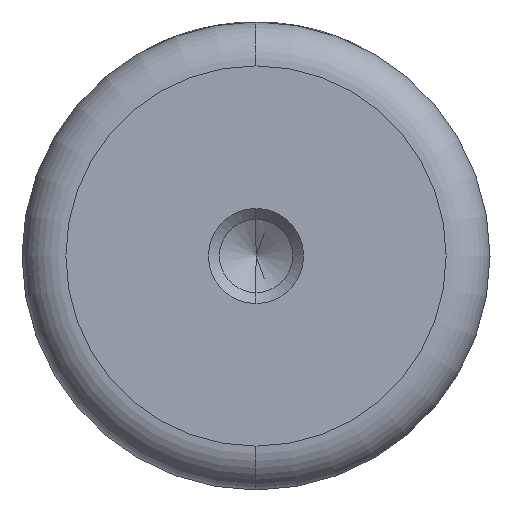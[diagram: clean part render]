
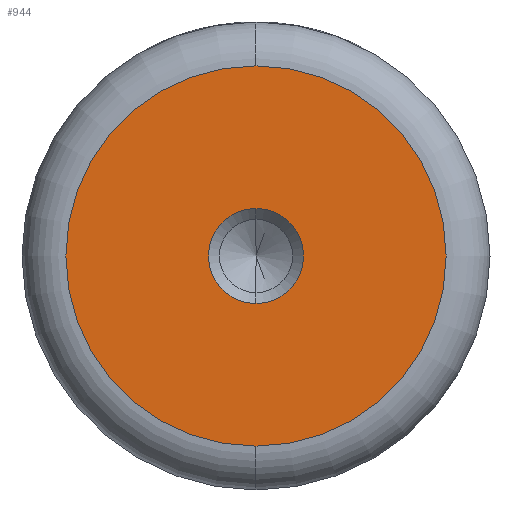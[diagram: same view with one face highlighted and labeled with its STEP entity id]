
A CAD part, left-side view. The second image highlights one B-rep face of the part: STEP entity #944.
In plain terms, the highlighted planar face has unit normal (-1, 0, 0).
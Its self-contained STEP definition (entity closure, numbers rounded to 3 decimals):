
#48 = CARTESIAN_POINT ( 'NONE',  ( 0., 0., 3.25 ) ) ;
#87 = ORIENTED_EDGE ( 'NONE', *, *, #1386, .T. ) ;
#135 = DIRECTION ( 'NONE',  ( -1., 0., 0. ) ) ;
#357 = FACE_OUTER_BOUND ( 'NONE', #480, .T. ) ;
#422 = EDGE_CURVE ( 'NONE', #1253, #431, #1073, .T. ) ;
#431 = VERTEX_POINT ( 'NONE', #513 ) ;
#436 = CARTESIAN_POINT ( 'NONE',  ( 0., 0., 0. ) ) ;
#461 = DIRECTION ( 'NONE',  ( -1., 0., 0. ) ) ;
#469 = AXIS2_PLACEMENT_3D ( 'NONE', #436, #1189, #546 ) ;
#472 = CARTESIAN_POINT ( 'NONE',  ( 0., 0., 0. ) ) ;
#480 = EDGE_LOOP ( 'NONE', ( #87, #840 ) ) ;
#490 = AXIS2_PLACEMENT_3D ( 'NONE', #796, #135, #907 ) ;
#513 = CARTESIAN_POINT ( 'NONE',  ( 0., 0., -3.25 ) ) ;
#541 = CARTESIAN_POINT ( 'NONE',  ( 0., 0., -13. ) ) ;
#546 = DIRECTION ( 'NONE',  ( 0., 0., 1. ) ) ;
#585 = VERTEX_POINT ( 'NONE', #1375 ) ;
#586 = DIRECTION ( 'NONE',  ( 0., 0., 1. ) ) ;
#605 = CIRCLE ( 'NONE', #490, 13. ) ;
#625 = CARTESIAN_POINT ( 'NONE',  ( 0., 0., 0. ) ) ;
#651 = VERTEX_POINT ( 'NONE', #541 ) ;
#658 = PLANE ( 'NONE',  #904 ) ;
#671 = EDGE_CURVE ( 'NONE', #431, #1253, #1343, .T. ) ;
#698 = ORIENTED_EDGE ( 'NONE', *, *, #422, .F. ) ;
#707 = AXIS2_PLACEMENT_3D ( 'NONE', #625, #1371, #724 ) ;
#724 = DIRECTION ( 'NONE',  ( 0., 0., 1. ) ) ;
#780 = CIRCLE ( 'NONE', #1269, 13. ) ;
#796 = CARTESIAN_POINT ( 'NONE',  ( 0., 0., 0. ) ) ;
#840 = ORIENTED_EDGE ( 'NONE', *, *, #1023, .T. ) ;
#853 = FACE_BOUND ( 'NONE', #931, .T. ) ;
#904 = AXIS2_PLACEMENT_3D ( 'NONE', #1102, #461, #1213 ) ;
#907 = DIRECTION ( 'NONE',  ( 0., 0., 1. ) ) ;
#931 = EDGE_LOOP ( 'NONE', ( #698, #1231 ) ) ;
#944 = ADVANCED_FACE ( 'NONE', ( #853, #357 ), #658, .T. ) ;
#1023 = EDGE_CURVE ( 'NONE', #651, #585, #780, .T. ) ;
#1073 = CIRCLE ( 'NONE', #707, 3.25 ) ;
#1102 = CARTESIAN_POINT ( 'NONE',  ( 0., 0., 0. ) ) ;
#1189 = DIRECTION ( 'NONE',  ( -1., 0., 0. ) ) ;
#1213 = DIRECTION ( 'NONE',  ( 0., 0., 1. ) ) ;
#1223 = DIRECTION ( 'NONE',  ( -1., 0., 0. ) ) ;
#1231 = ORIENTED_EDGE ( 'NONE', *, *, #671, .F. ) ;
#1253 = VERTEX_POINT ( 'NONE', #48 ) ;
#1269 = AXIS2_PLACEMENT_3D ( 'NONE', #472, #1223, #586 ) ;
#1343 = CIRCLE ( 'NONE', #469, 3.25 ) ;
#1371 = DIRECTION ( 'NONE',  ( -1., 0., 0. ) ) ;
#1375 = CARTESIAN_POINT ( 'NONE',  ( 0., 0., 13. ) ) ;
#1386 = EDGE_CURVE ( 'NONE', #585, #651, #605, .T. ) ;
